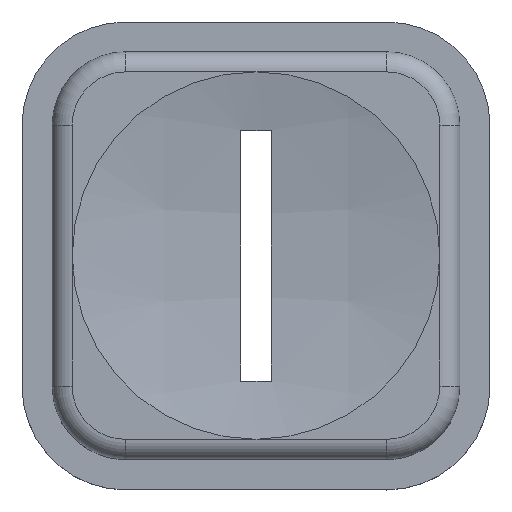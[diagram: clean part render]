
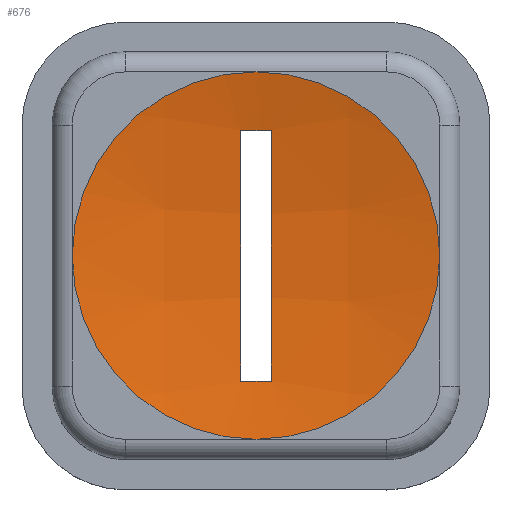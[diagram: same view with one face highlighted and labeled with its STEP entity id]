
A CAD part, top view. The second image highlights one B-rep face of the part: STEP entity #676.
In plain terms, the highlighted spherical face has radius 21.52 mm.
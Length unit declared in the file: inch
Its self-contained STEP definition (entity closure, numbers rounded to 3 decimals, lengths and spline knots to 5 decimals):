
#14=SPHERICAL_SURFACE('',#766,0.84722);
#16=FACE_BOUND('',#111,.T.);
#70=FACE_OUTER_BOUND('',#110,.T.);
#110=EDGE_LOOP('',(#583,#584,#585,#586));
#111=EDGE_LOOP('',(#587,#588,#589,#590));
#117=CIRCLE('',#696,0.84709);
#143=CIRCLE('',#741,0.183);
#144=CIRCLE('',#743,0.183);
#145=CIRCLE('',#745,0.183);
#146=CIRCLE('',#747,0.183);
#152=CIRCLE('',#763,0.84709);
#153=CIRCLE('',#765,0.83795);
#154=CIRCLE('',#767,0.83795);
#275=VERTEX_POINT('',#1003);
#276=VERTEX_POINT('',#1005);
#296=VERTEX_POINT('',#1065);
#299=VERTEX_POINT('',#1075);
#302=VERTEX_POINT('',#1085);
#304=VERTEX_POINT('',#1093);
#327=VERTEX_POINT('',#1169);
#328=VERTEX_POINT('',#1171);
#335=EDGE_CURVE('',#275,#276,#117,.T.);
#391=EDGE_CURVE('',#304,#296,#143,.T.);
#392=EDGE_CURVE('',#296,#299,#144,.T.);
#393=EDGE_CURVE('',#299,#302,#145,.T.);
#394=EDGE_CURVE('',#302,#304,#146,.T.);
#417=EDGE_CURVE('',#327,#328,#152,.T.);
#420=EDGE_CURVE('',#276,#327,#153,.T.);
#421=EDGE_CURVE('',#328,#275,#154,.T.);
#583=ORIENTED_EDGE('',*,*,#394,.F.);
#584=ORIENTED_EDGE('',*,*,#393,.F.);
#585=ORIENTED_EDGE('',*,*,#392,.F.);
#586=ORIENTED_EDGE('',*,*,#391,.F.);
#587=ORIENTED_EDGE('',*,*,#421,.F.);
#588=ORIENTED_EDGE('',*,*,#417,.F.);
#589=ORIENTED_EDGE('',*,*,#420,.F.);
#590=ORIENTED_EDGE('',*,*,#335,.F.);
#676=ADVANCED_FACE('',(#70,#16),#14,.F.);
#696=AXIS2_PLACEMENT_3D('',#1006,#784,#785);
#741=AXIS2_PLACEMENT_3D('',#1119,#904,#905);
#743=AXIS2_PLACEMENT_3D('',#1121,#908,#909);
#745=AXIS2_PLACEMENT_3D('',#1123,#912,#913);
#747=AXIS2_PLACEMENT_3D('',#1125,#916,#917);
#763=AXIS2_PLACEMENT_3D('',#1172,#965,#966);
#765=AXIS2_PLACEMENT_3D('',#1176,#971,#972);
#766=AXIS2_PLACEMENT_3D('',#1177,#973,#974);
#767=AXIS2_PLACEMENT_3D('',#1178,#975,#976);
#784=DIRECTION('center_axis',(-1.,0.,0.));
#785=DIRECTION('ref_axis',(0.,0.,1.));
#904=DIRECTION('center_axis',(0.,0.,
-1.));
#905=DIRECTION('ref_axis',(0.,1.,0.));
#908=DIRECTION('center_axis',(0.,0.,
-1.));
#909=DIRECTION('ref_axis',(0.,1.,0.));
#912=DIRECTION('center_axis',(0.,0.,
-1.));
#913=DIRECTION('ref_axis',(0.,1.,0.));
#916=DIRECTION('center_axis',(0.,0.,
-1.));
#917=DIRECTION('ref_axis',(0.,1.,0.));
#965=DIRECTION('center_axis',(1.,0.,0.));
#966=DIRECTION('ref_axis',(0.,0.,-1.));
#971=DIRECTION('center_axis',(0.,-1.,0.));
#972=DIRECTION('ref_axis',(0.,0.,-1.));
#973=DIRECTION('center_axis',(1.,0.,0.));
#974=DIRECTION('ref_axis',(0.,1.,0.));
#975=DIRECTION('center_axis',(0.,1.,0.));
#976=DIRECTION('ref_axis',(0.,0.,1.));
#1003=CARTESIAN_POINT('',(-0.015,0.125,-0.01059));
#1005=CARTESIAN_POINT('',(-0.015,-0.125,-0.01059));
#1006=CARTESIAN_POINT('Origin',(-0.015,0.,
0.82722));
#1065=CARTESIAN_POINT('',(0.183,0.,0.));
#1075=CARTESIAN_POINT('',(0.,-0.183,0.));
#1085=CARTESIAN_POINT('',(-0.183,0.,0.));
#1093=CARTESIAN_POINT('',(0.,0.183,0.));
#1119=CARTESIAN_POINT('Origin',(0.,0.,0.));
#1121=CARTESIAN_POINT('Origin',(0.,0.,0.));
#1123=CARTESIAN_POINT('Origin',(0.,0.,0.));
#1125=CARTESIAN_POINT('Origin',(0.,0.,0.));
#1169=CARTESIAN_POINT('',(0.015,-0.125,-0.01059));
#1171=CARTESIAN_POINT('',(0.015,0.125,-0.01059));
#1172=CARTESIAN_POINT('Origin',(0.015,0.,
0.82722));
#1176=CARTESIAN_POINT('Origin',(0.,-0.125,
0.82722));
#1177=CARTESIAN_POINT('Origin',(0.,0.,0.82722));
#1178=CARTESIAN_POINT('Origin',(0.,0.125,0.82722));
